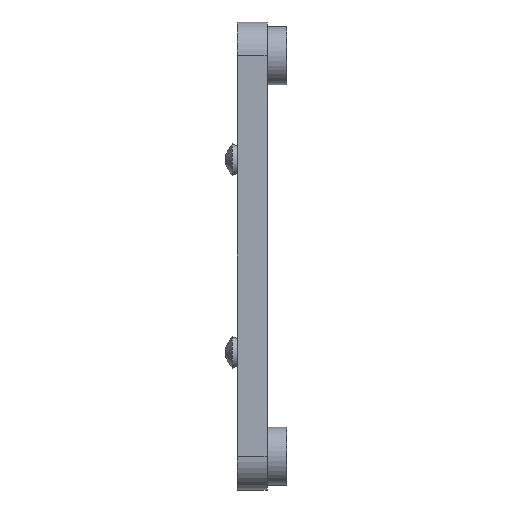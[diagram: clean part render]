
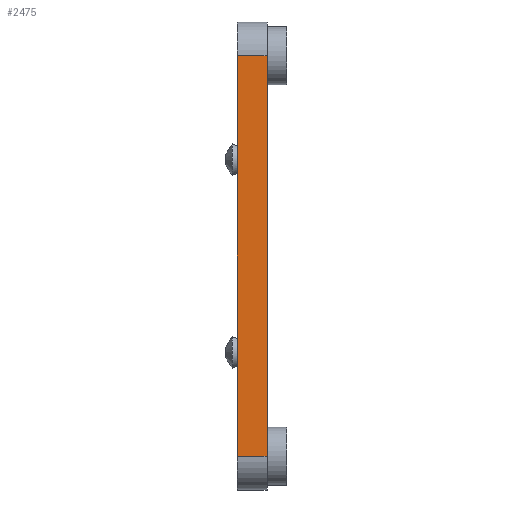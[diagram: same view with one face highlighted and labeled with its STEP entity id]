
A CAD part, left-side view. The second image highlights one B-rep face of the part: STEP entity #2475.
In plain terms, the highlighted planar face has unit normal (-1, 0, 0).
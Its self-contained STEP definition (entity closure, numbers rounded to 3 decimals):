
#18 = VECTOR ( 'NONE', #488, 1000. ) ;
#188 = EDGE_CURVE ( 'NONE', #1426, #813, #715, .T. ) ;
#208 = CARTESIAN_POINT ( 'NONE',  ( -15.5, 1.6, -20.785 ) ) ;
#315 = DIRECTION ( 'NONE',  ( 0., 0., -1. ) ) ;
#488 = DIRECTION ( 'NONE',  ( 0., 1., 0. ) ) ;
#507 = LINE ( 'NONE', #2095, #2826 ) ;
#658 = DIRECTION ( 'NONE',  ( 0., 0., 1. ) ) ;
#715 = LINE ( 'NONE', #1659, #18 ) ;
#813 = VERTEX_POINT ( 'NONE', #1829 ) ;
#921 = ORIENTED_EDGE ( 'NONE', *, *, #986, .F. ) ;
#986 = EDGE_CURVE ( 'NONE', #2449, #1616, #507, .T. ) ;
#1130 = ORIENTED_EDGE ( 'NONE', *, *, #2101, .F. ) ;
#1237 = FACE_OUTER_BOUND ( 'NONE', #1929, .T. ) ;
#1285 = EDGE_CURVE ( 'NONE', #1616, #813, #2812, .T. ) ;
#1426 = VERTEX_POINT ( 'NONE', #2629 ) ;
#1451 = VECTOR ( 'NONE', #315, 1000. ) ;
#1476 = LINE ( 'NONE', #1527, #1451 ) ;
#1527 = CARTESIAN_POINT ( 'NONE',  ( -15.5, -1.5, 0. ) ) ;
#1616 = VERTEX_POINT ( 'NONE', #208 ) ;
#1659 = CARTESIAN_POINT ( 'NONE',  ( -15.5, -3.55, 20.785 ) ) ;
#1700 = CARTESIAN_POINT ( 'NONE',  ( -15.5, -3.55, 0. ) ) ;
#1829 = CARTESIAN_POINT ( 'NONE',  ( -15.5, 1.6, 20.785 ) ) ;
#1918 = DIRECTION ( 'NONE',  ( -1., 0., 0. ) ) ;
#1929 = EDGE_LOOP ( 'NONE', ( #2225, #2060, #921, #1130 ) ) ;
#1930 = PLANE ( 'NONE',  #2473 ) ;
#2060 = ORIENTED_EDGE ( 'NONE', *, *, #1285, .F. ) ;
#2095 = CARTESIAN_POINT ( 'NONE',  ( -15.5, -3.55, -20.785 ) ) ;
#2101 = EDGE_CURVE ( 'NONE', #1426, #2449, #1476, .T. ) ;
#2127 = CARTESIAN_POINT ( 'NONE',  ( -15.5, -1.5, -20.785 ) ) ;
#2225 = ORIENTED_EDGE ( 'NONE', *, *, #188, .T. ) ;
#2306 = CARTESIAN_POINT ( 'NONE',  ( -15.5, 1.6, 0. ) ) ;
#2309 = DIRECTION ( 'NONE',  ( 0., 1., 0. ) ) ;
#2449 = VERTEX_POINT ( 'NONE', #2127 ) ;
#2473 = AXIS2_PLACEMENT_3D ( 'NONE', #1700, #1918, #2638 ) ;
#2475 = ADVANCED_FACE ( 'NONE', ( #1237 ), #1930, .T. ) ;
#2629 = CARTESIAN_POINT ( 'NONE',  ( -15.5, -1.5, 20.785 ) ) ;
#2638 = DIRECTION ( 'NONE',  ( 0., 0., 1. ) ) ;
#2812 = LINE ( 'NONE', #2306, #2873 ) ;
#2826 = VECTOR ( 'NONE', #2309, 1000. ) ;
#2873 = VECTOR ( 'NONE', #658, 1000. ) ;
